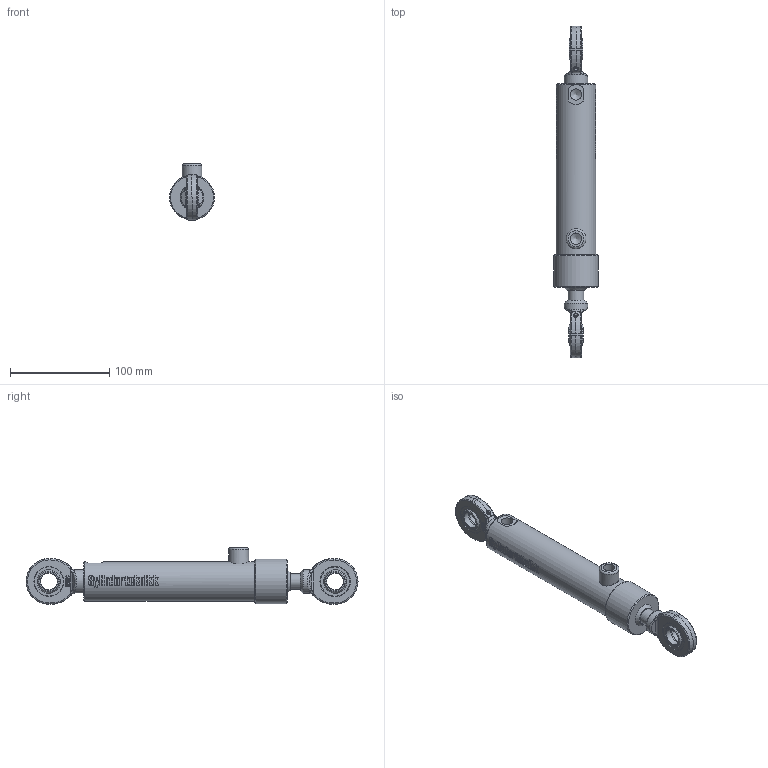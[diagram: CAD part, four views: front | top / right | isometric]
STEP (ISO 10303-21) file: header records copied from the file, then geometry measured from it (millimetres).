
FILE_DESCRIPTION((''),'2;1');
FILE_NAME('DVL30_16.stp','2010-01-22T10:37:12',('tribel'),(''),'Autodesk Inventor 2009','Autodesk Inventor 2009','');
FILE_SCHEMA(('AUTOMOTIVE_DESIGN { 1 0 10303 214 1 1 1 1 }'));
Length unit declared in the file: millimetre
Products named in the file (4): DVL30_16; DVL30_16_body; DVL30_16_stang; DVL30_16_Parameters
Assembly tree (3 placements, depth 2):
  DVL30_16
    DVL30_16_body
    DVL30_16_stang
    DVL30_16_Parameters
Bounding box: 45 x 334 x 57 mm (x, y, z)
Volume: 243729.6 mm3; surface area: 75081.5 mm2
Topology: 3 solids, 5 shells, 788 faces, 2038 edges, 1309 vertices
Faces by surface type: plane 358, bspline 222, cylinder 119, cone 61, torus 23, sphere 5
Full cylindrical faces by diameter (mm): 1.429 x4, 1.7 x4, 2.5 x2, 16 x2, 17 x4, 20 x1, 24 x2, 30 x6, 40 x1, 45 x1
Entity records: 57568 total; most frequent: CARTESIAN_POINT 40354, ORIENTED_EDGE 3838, DIRECTION 2846, EDGE_CURVE 1921, VERTEX_POINT 1272, AXIS2_PLACEMENT_3D 1035, EDGE_LOOP 942, FACE_OUTER_BOUND 788
